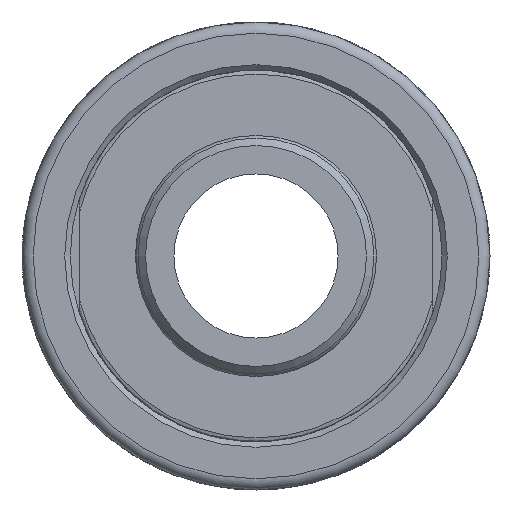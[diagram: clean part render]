
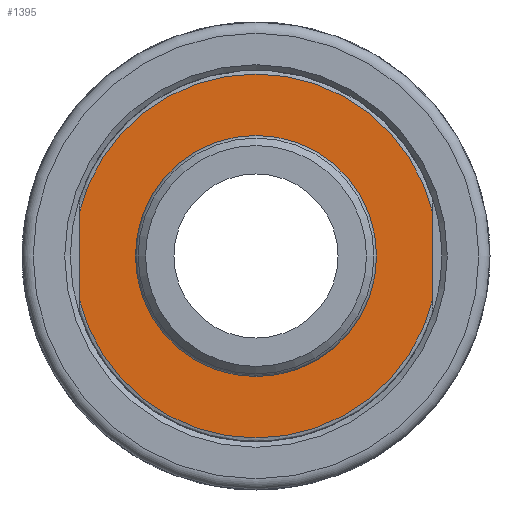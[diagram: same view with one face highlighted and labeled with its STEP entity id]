
A CAD part, left-side view. The second image highlights one B-rep face of the part: STEP entity #1395.
In plain terms, the highlighted planar face has unit normal (-1, 0, 0).
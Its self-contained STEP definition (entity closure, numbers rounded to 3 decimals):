
#51=FACE_BOUND('',#368,.T.);
#65=PLANE('',#1520);
#114=LINE('',#2222,#185);
#115=LINE('',#2224,#186);
#185=VECTOR('',#1757,10.);
#186=VECTOR('',#1758,10.);
#288=FACE_OUTER_BOUND('',#367,.T.);
#367=EDGE_LOOP('',(#993,#994,#995,#996));
#368=EDGE_LOOP('',(#997,#998));
#469=CIRCLE('',#1519,24.5);
#470=CIRCLE('',#1521,24.5);
#471=CIRCLE('',#1522,15.825);
#472=CIRCLE('',#1523,15.825);
#580=VERTEX_POINT('',#2190);
#583=VERTEX_POINT('',#2206);
#584=VERTEX_POINT('',#2221);
#585=VERTEX_POINT('',#2223);
#586=VERTEX_POINT('',#2226);
#587=VERTEX_POINT('',#2227);
#748=EDGE_CURVE('',#583,#580,#469,.T.);
#749=EDGE_CURVE('',#584,#580,#114,.T.);
#750=EDGE_CURVE('',#583,#585,#115,.T.);
#751=EDGE_CURVE('',#584,#585,#470,.T.);
#752=EDGE_CURVE('',#586,#587,#471,.T.);
#753=EDGE_CURVE('',#587,#586,#472,.T.);
#993=ORIENTED_EDGE('',*,*,#749,.T.);
#994=ORIENTED_EDGE('',*,*,#748,.F.);
#995=ORIENTED_EDGE('',*,*,#750,.T.);
#996=ORIENTED_EDGE('',*,*,#751,.F.);
#997=ORIENTED_EDGE('',*,*,#752,.T.);
#998=ORIENTED_EDGE('',*,*,#753,.T.);
#1395=ADVANCED_FACE('',(#288,#51),#65,.T.);
#1519=AXIS2_PLACEMENT_3D('',#2219,#1753,#1754);
#1520=AXIS2_PLACEMENT_3D('',#2220,#1755,#1756);
#1521=AXIS2_PLACEMENT_3D('',#2225,#1759,#1760);
#1522=AXIS2_PLACEMENT_3D('',#2228,#1761,#1762);
#1523=AXIS2_PLACEMENT_3D('',#2229,#1763,#1764);
#1753=DIRECTION('center_axis',(1.,0.,0.));
#1754=DIRECTION('ref_axis',(0.,0.,-1.));
#1755=DIRECTION('center_axis',(-1.,0.,0.));
#1756=DIRECTION('ref_axis',(0.,0.,1.));
#1757=DIRECTION('',(0.,0.,1.));
#1758=DIRECTION('',(0.,0.,-1.));
#1759=DIRECTION('center_axis',(1.,0.,0.));
#1760=DIRECTION('ref_axis',(0.,0.,-1.));
#1761=DIRECTION('center_axis',(1.,0.,0.));
#1762=DIRECTION('ref_axis',(0.,0.,-1.));
#1763=DIRECTION('center_axis',(1.,0.,0.));
#1764=DIRECTION('ref_axis',(0.,0.,-1.));
#2190=CARTESIAN_POINT('',(0.,-23.81,5.774));
#2206=CARTESIAN_POINT('',(0.,23.81,5.774));
#2219=CARTESIAN_POINT('Origin',(0.,0.,0.));
#2220=CARTESIAN_POINT('Origin',(0.,24.5,0.));
#2221=CARTESIAN_POINT('',(0.,-23.81,-5.774));
#2222=CARTESIAN_POINT('',(0.,-23.81,-0.388));
#2223=CARTESIAN_POINT('',(0.,23.81,-5.774));
#2224=CARTESIAN_POINT('',(0.,23.81,0.388));
#2225=CARTESIAN_POINT('Origin',(0.,0.,0.));
#2226=CARTESIAN_POINT('',(0.,15.825,0.));
#2227=CARTESIAN_POINT('',(0.,0.,15.825));
#2228=CARTESIAN_POINT('Origin',(0.,0.,0.));
#2229=CARTESIAN_POINT('Origin',(0.,0.,0.));
